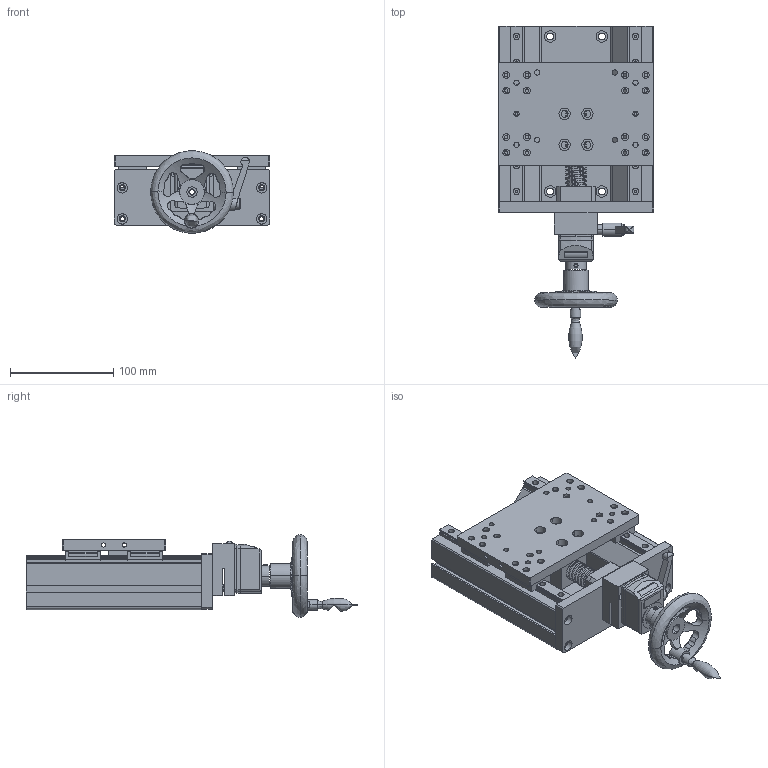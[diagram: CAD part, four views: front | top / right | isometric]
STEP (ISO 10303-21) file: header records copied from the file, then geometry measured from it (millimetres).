
FILE_DESCRIPTION (( 'STEP AP203' ), '1' );
FILE_NAME ('DHQ36-170-C.STEP', '2024-08-30T12:02:27', ( '' ), ( '' ), 'SwSTEP 2.0', 'SolidWorks 2023', '' );
FILE_SCHEMA (( 'CONFIG_CONTROL_DESIGN' ));
Length unit declared in the file: millimetre
Products named in the file (1): DHQ36-170-C
Bounding box: 150 x 321 x 79.99 mm (x, y, z)
Surface area: 249004.8 mm2 (no closed solid volume)
Topology: 0 solids, 22 shells, 711 faces, 2602 edges, 1911 vertices
Faces by surface type: cylinder 378, plane 274, cone 27, torus 21, bspline 11
Entity records: 32333 total; most frequent: CARTESIAN_POINT 10791, ORIENTED_EDGE 4289, DIRECTION 4261, EDGE_CURVE 2599, VERTEX_POINT 1911, AXIS2_PLACEMENT_3D 1492, VECTOR 1277, LINE 1277
